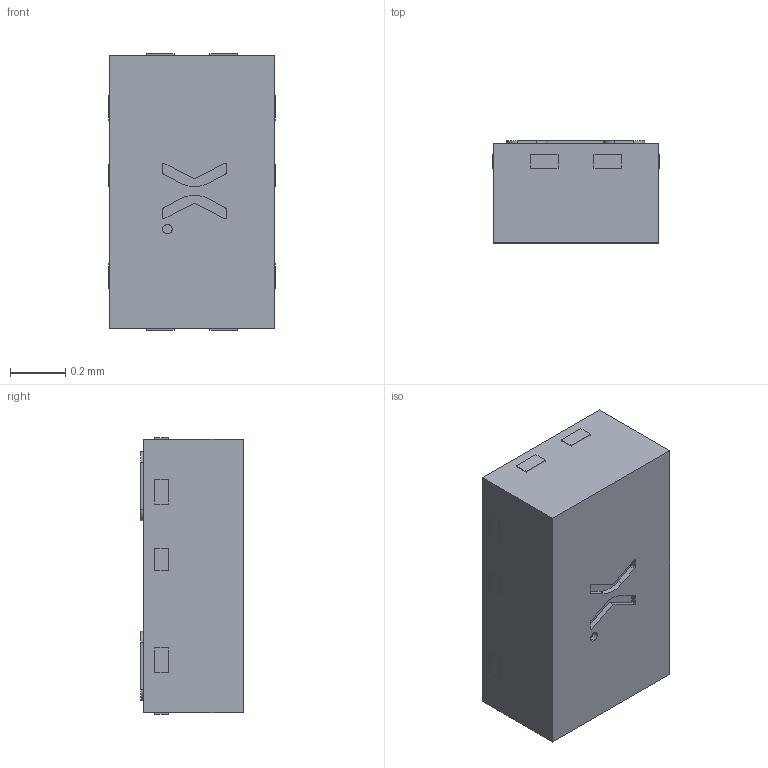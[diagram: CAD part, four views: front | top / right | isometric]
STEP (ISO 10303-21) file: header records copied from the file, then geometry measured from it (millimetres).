
FILE_DESCRIPTION (( '3D model for products with SOT883B package' ), '1' );
FILE_NAME ('SOT883B.STEP', '2019-11-28T02:53:55', ( 'Packaging R&D' ), ( 'Nexperia' ), 'SwSTEP 2.0', 'SolidWorks 2019', '' );
FILE_SCHEMA (( 'AUTOMOTIVE_DESIGN' ));
Length unit declared in the file: millimetre
Products named in the file (3): SOT883B; SOT883B Mold body; SOT883B4 LF
Assembly tree (2 placements, depth 2):
  SOT883B
    SOT883B4 LF
    SOT883B Mold body
Bounding box: 0.6 x 0.37 x 1 mm (x, y, z)
Volume: 0.2 mm3; surface area: 3 mm2
Topology: 14 solids, 14 shells, 126 faces, 285 edges, 190 vertices
Faces by surface type: plane 99, cylinder 27
Entity records: 4051 total; most frequent: CARTESIAN_POINT 606, DIRECTION 601, ORIENTED_EDGE 570, EDGE_CURVE 285, LINE 231, VECTOR 231, VERTEX_POINT 190, AXIS2_PLACEMENT_3D 185
